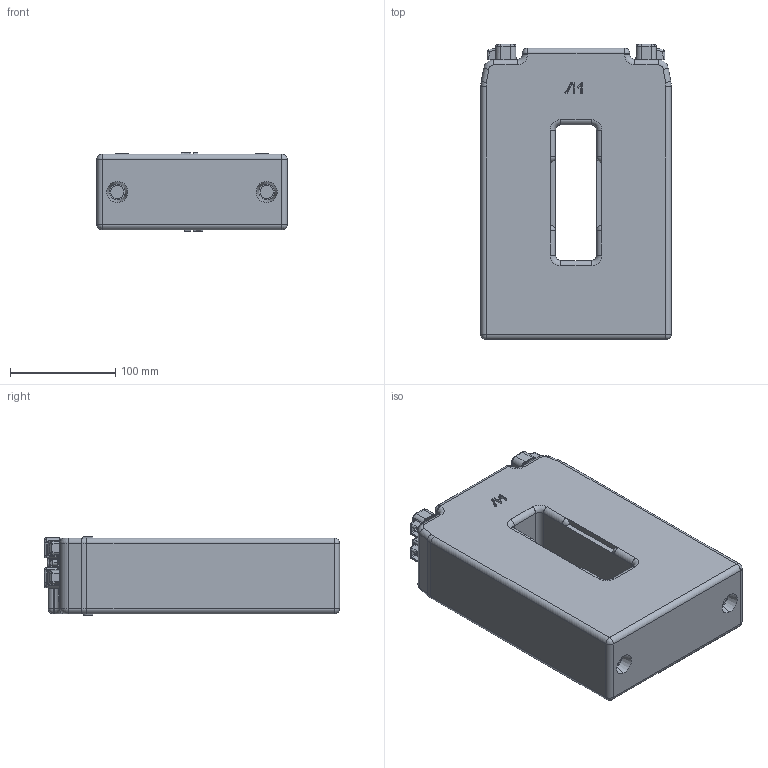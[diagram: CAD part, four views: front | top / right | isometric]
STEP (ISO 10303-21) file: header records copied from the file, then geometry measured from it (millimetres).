
FILE_DESCRIPTION (( 'STEP AP203' ), '1' );
FILE_NAME ('ÒØË-0,66-I (1500-3000) À.STEP', '2018-05-16T09:40:21', ( '' ), ( '' ), 'SwSTEP 2.0', 'SolidWorks 2010', '' );
FILE_SCHEMA (( 'CONFIG_CONTROL_DESIGN' ));
Length unit declared in the file: millimetre
Products named in the file (1): ﾒﾘﾋ-0,66-I (1500-3000) ﾀ
Bounding box: 181 x 280.5 x 75 mm (x, y, z)
Surface area: 183209.8 mm2 (no closed solid volume)
Topology: 0 solids, 7 shells, 537 faces, 1610 edges, 1009 vertices
Faces by surface type: plane 147, cylinder 146, bspline 138, cone 50, sphere 32, torus 24
Entity records: 21323 total; most frequent: CARTESIAN_POINT 8433, ORIENTED_EDGE 2757, DIRECTION 2423, EDGE_CURVE 1588, VERTEX_POINT 1009, AXIS2_PLACEMENT_3D 902, VECTOR 619, LINE 619
